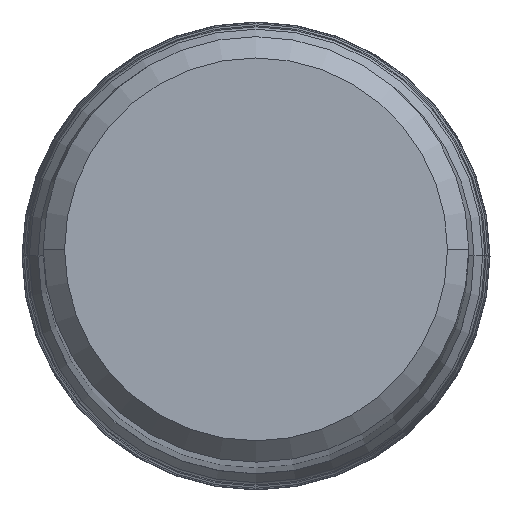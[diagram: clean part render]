
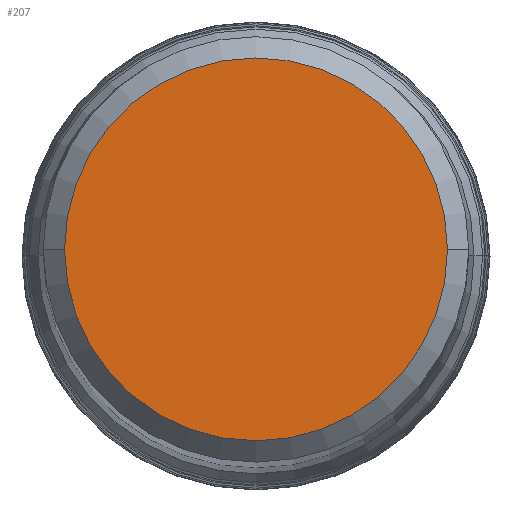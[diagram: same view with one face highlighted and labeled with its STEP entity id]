
A CAD part, top view. The second image highlights one B-rep face of the part: STEP entity #207.
In plain terms, the highlighted planar face has unit normal (0, 0, 1).
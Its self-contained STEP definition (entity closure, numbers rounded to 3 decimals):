
#50=PLANE('',#1850);
#207=ADVANCED_FACE('',(#327),#50,.F.);
#327=FACE_OUTER_BOUND('',#421,.T.);
#421=EDGE_LOOP('',(#788,#789));
#788=ORIENTED_EDGE('',*,*,#1145,.F.);
#789=ORIENTED_EDGE('',*,*,#1143,.F.);
#951=VERTEX_POINT('',#3490);
#952=VERTEX_POINT('',#3492);
#1143=EDGE_CURVE('',#951,#952,#1360,.T.);
#1145=EDGE_CURVE('',#952,#951,#1361,.T.);
#1360=CIRCLE('',#1846,9.);
#1361=CIRCLE('',#1848,9.);
#1846=AXIS2_PLACEMENT_3D('',#3491,#2330,#2331);
#1848=AXIS2_PLACEMENT_3D('',#3495,#2335,#2336);
#1850=AXIS2_PLACEMENT_3D('',#3497,#2339,#2340);
#2330=DIRECTION('',(0.,0.,-1.));
#2331=DIRECTION('',(-1.,-0.001,0.));
#2335=DIRECTION('',(0.,0.,-1.));
#2336=DIRECTION('',(1.,0.001,0.));
#2339=DIRECTION('',(0.,0.,-1.));
#2340=DIRECTION('',(1.,0.001,0.));
#3490=CARTESIAN_POINT('',(-9.,-0.011,0.));
#3491=CARTESIAN_POINT('',(0.,0.,0.));
#3492=CARTESIAN_POINT('',(9.,0.011,0.));
#3495=CARTESIAN_POINT('',(0.,0.,0.));
#3497=CARTESIAN_POINT('',(0.,0.,0.));
